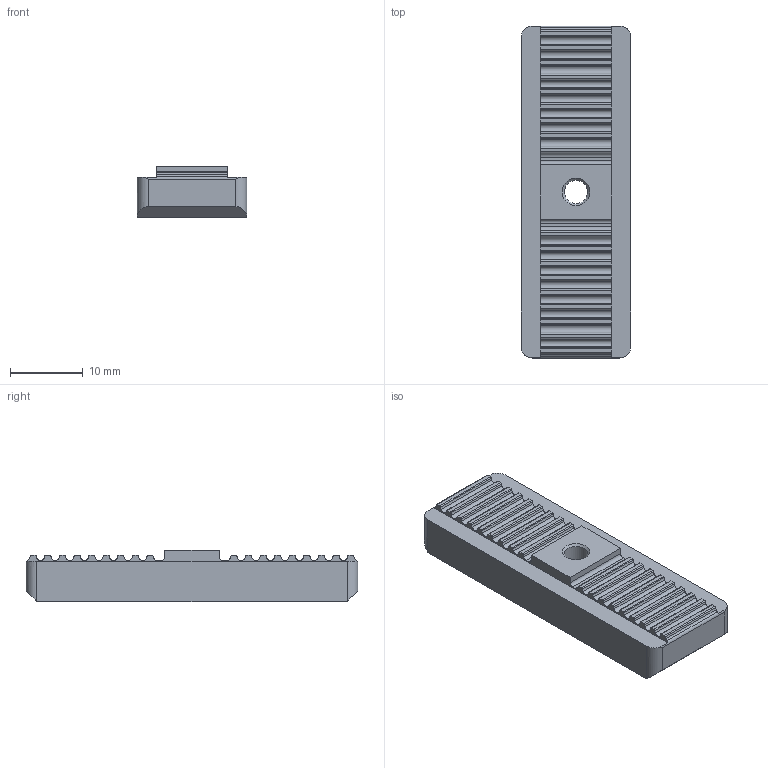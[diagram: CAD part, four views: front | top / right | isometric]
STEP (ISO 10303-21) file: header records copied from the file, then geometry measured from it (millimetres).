
FILE_DESCRIPTION(/* description */ (''),/* implementation_level */ '2;1');
FILE_NAME(/* name */ 'V05-01-01-01-02 - Y axis belt clamp v1.step',/* time_stamp */ '2021-07-12T22:06:24+03:00',/* author */ (''),/* organization */ (''),/* preprocessor_version */ 'ST-DEVELOPER v18.1',/* originating_system */ 'Autodesk Translation Framework v10.9.0.1377',/* authorisation */ '');
FILE_SCHEMA (('AUTOMOTIVE_DESIGN { 1 0 10303 214 3 1 1 }'));
Length unit declared in the file: millimetre
Products named in the file (1): V05-01-01-01-02 - Y axis belt clamp
Bounding box: 15 x 45.51 x 7 mm (x, y, z)
Volume: 3923.1 mm3; surface area: 2261.9 mm2
Topology: 1 solids, 1 shells, 137 faces, 401 edges, 266 vertices
Faces by surface type: cylinder 101, plane 34, cone 2
Full cylindrical faces by diameter (mm): 3.2 x1
Entity records: 4841 total; most frequent: DIRECTION 879, CARTESIAN_POINT 817, ORIENTED_EDGE 802, EDGE_CURVE 401, AXIS2_PLACEMENT_3D 344, VERTEX_POINT 266, CIRCLE 202, LINE 191
